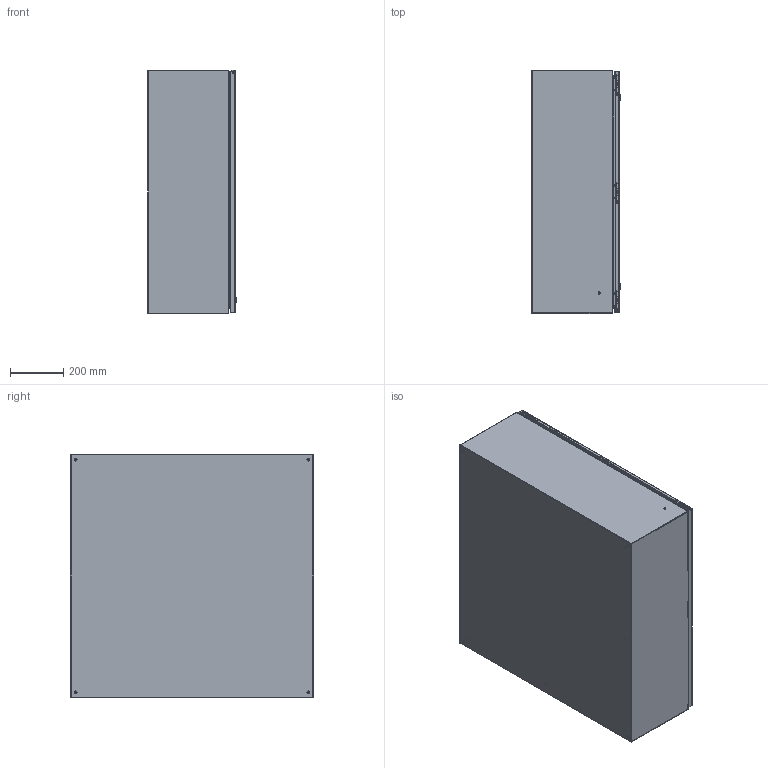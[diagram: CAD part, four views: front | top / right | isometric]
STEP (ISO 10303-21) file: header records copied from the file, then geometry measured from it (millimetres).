
FILE_DESCRIPTION((''),'2;1');
FILE_NAME('N412363612SSAC.stp','2012-01-06T08:07:51',('kadelman'),(''),'Autodesk Inventor 2012','Autodesk Inventor 2012','');
FILE_SCHEMA(('AUTOMOTIVE_DESIGN { 1 0 10303 214 1 1 1 1 }'));
Length unit declared in the file: inch
Products named in the file (23): N412SSACASSM3PCBTB; N412363612SSACBTB; N4123612SSACLS; N4123612SSACRS; 388151; 38846; HFW328176; 17376 PIN; 17380 SCREW; 17723 BOX LEAF; 17723-UTI BRACKET; 17910 SEALING WASHER; HFW328175; HFW3161; N4123636SSACLID; 35124; 1000-u155_asm; 1000-14_prt; 1000-24_prt; 1000-u142_asm; 1000-318; 1000-03; 1000-277-01
Assembly tree (39 placements, depth 4):
  N412SSACASSM3PCBTB
    N412363612SSACBTB
    N4123612SSACLS
    N4123612SSACRS
    388151  x8
    38846  x2
    HFW328176  x3
      17376 PIN
      17380 SCREW
      17723 BOX LEAF
      17723-UTI BRACKET
      17910 SEALING WASHER
    HFW328175  x3
    HFW3161  x3
    N4123636SSACLID
    35124  x2
      1000-u155_asm
      1000-14_prt
      1000-24_prt
      1000-u142_asm
        1000-318
        1000-03
        1000-277-01
Bounding box: 332.1 x 914.4 x 914.4 mm (x, y, z)
Volume: 5586401.6 mm3; surface area: 5988938.1 mm2
Topology: 53 solids, 61 shells, 2332 faces, 5666 edges, 3474 vertices
Faces by surface type: plane 905, cylinder 862, cone 291, bspline 199, torus 67, sphere 8
Full cylindrical faces by diameter (mm): 2.362 x6, 3.175 x3, 3.317 x102, 3.861 x6, 3.962 x3, 4.166 x102, 4.25 x6, 4.366 x6, 4.572 x6, 4.762 x6, 5 x2, 5.5 x2, 6.35 x14, 6.502 x6, 6.985 x8, 7.62 x8, 8.128 x6, 8.56 x2, 9.144 x6, 9.9 x2, 10 x4, 10.2 x2, 11.113 x4, 12.8 x2, 13.5 x2, 14.3 x8, 15.2 x2, 15.8 x2, 16.1 x4, 19.8 x4
Entity records: 35360 total; most frequent: CARTESIAN_POINT 12882, DIRECTION 4458, ORIENTED_EDGE 4246, EDGE_CURVE 2124, AXIS2_PLACEMENT_3D 1636, VERTEX_POINT 1377, VECTOR 1186, LINE 1186
